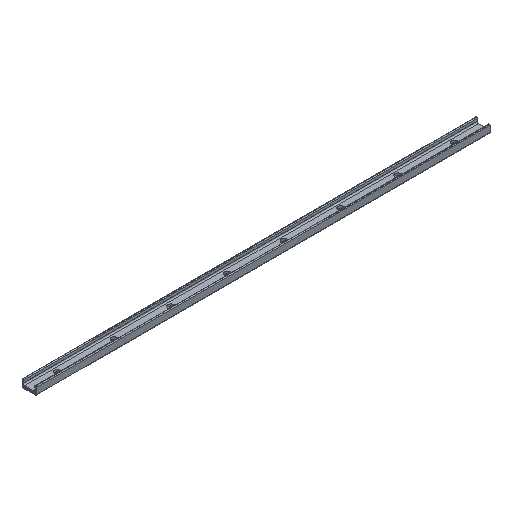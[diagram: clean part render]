
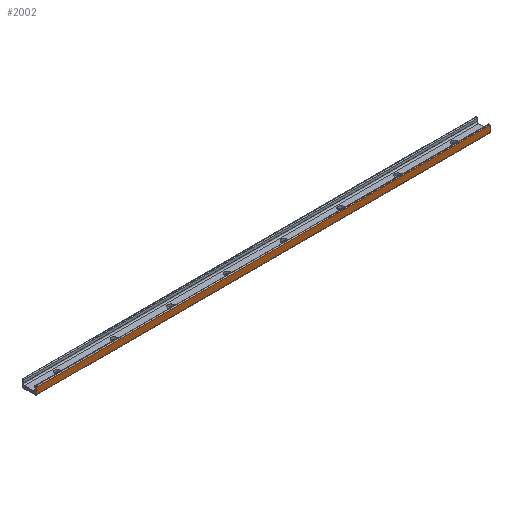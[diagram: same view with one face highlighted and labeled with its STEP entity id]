
A CAD part, isometric view. The second image highlights one B-rep face of the part: STEP entity #2002.
In plain terms, the highlighted planar face has unit normal (0, -1, 0).
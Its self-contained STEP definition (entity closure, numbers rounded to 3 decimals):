
#6 = ORIENTED_EDGE ( 'NONE', *, *, #1028, .F. ) ;
#23 = DIRECTION ( 'NONE',  ( 0., 0., 1. ) ) ;
#36 = CARTESIAN_POINT ( 'NONE',  ( 640., -9.995, 4.509 ) ) ;
#64 = ORIENTED_EDGE ( 'NONE', *, *, #1925, .T. ) ;
#119 = CARTESIAN_POINT ( 'NONE',  ( 1520., -9.995, -4.509 ) ) ;
#184 = LINE ( 'NONE', #947, #1200 ) ;
#319 = EDGE_CURVE ( 'NONE', #1466, #709, #184, .T. ) ;
#391 = CARTESIAN_POINT ( 'NONE',  ( 0., -9.995, 4.509 ) ) ;
#426 = CARTESIAN_POINT ( 'NONE',  ( 0., -9.995, 4.509 ) ) ;
#498 = CARTESIAN_POINT ( 'NONE',  ( 1520., -9.995, 4.509 ) ) ;
#709 = VERTEX_POINT ( 'NONE', #36 ) ;
#742 = CARTESIAN_POINT ( 'NONE',  ( 0., -9.995, -4.509 ) ) ;
#745 = DIRECTION ( 'NONE',  ( -1., 0., 0. ) ) ;
#815 = FACE_OUTER_BOUND ( 'NONE', #1458, .T. ) ;
#947 = CARTESIAN_POINT ( 'NONE',  ( 1520., -9.995, 4.509 ) ) ;
#950 = EDGE_CURVE ( 'NONE', #1880, #709, #1022, .T. ) ;
#1010 = DIRECTION ( 'NONE',  ( 0., 0., -1. ) ) ;
#1022 = LINE ( 'NONE', #1809, #1707 ) ;
#1028 = EDGE_CURVE ( 'NONE', #1880, #1489, #1344, .T. ) ;
#1096 = VECTOR ( 'NONE', #1010, 1000. ) ;
#1165 = LINE ( 'NONE', #391, #1096 ) ;
#1200 = VECTOR ( 'NONE', #1569, 1000. ) ;
#1344 = LINE ( 'NONE', #119, #1649 ) ;
#1348 = ORIENTED_EDGE ( 'NONE', *, *, #950, .T. ) ;
#1422 = DIRECTION ( 'NONE',  ( 0., 1., 0. ) ) ;
#1458 = EDGE_LOOP ( 'NONE', ( #1348, #1924, #64, #6 ) ) ;
#1466 = VERTEX_POINT ( 'NONE', #426 ) ;
#1489 = VERTEX_POINT ( 'NONE', #742 ) ;
#1569 = DIRECTION ( 'NONE',  ( 1., 0., 0. ) ) ;
#1585 = PLANE ( 'NONE',  #1779 ) ;
#1649 = VECTOR ( 'NONE', #745, 1000. ) ;
#1707 = VECTOR ( 'NONE', #1956, 1000. ) ;
#1779 = AXIS2_PLACEMENT_3D ( 'NONE', #498, #1422, #23 ) ;
#1809 = CARTESIAN_POINT ( 'NONE',  ( 640., -9.995, 4.509 ) ) ;
#1816 = CARTESIAN_POINT ( 'NONE',  ( 640., -9.995, -4.509 ) ) ;
#1880 = VERTEX_POINT ( 'NONE', #1816 ) ;
#1924 = ORIENTED_EDGE ( 'NONE', *, *, #319, .F. ) ;
#1925 = EDGE_CURVE ( 'NONE', #1466, #1489, #1165, .T. ) ;
#1956 = DIRECTION ( 'NONE',  ( 0., 0., 1. ) ) ;
#2002 = ADVANCED_FACE ( 'NONE', ( #815 ), #1585, .F. ) ;
